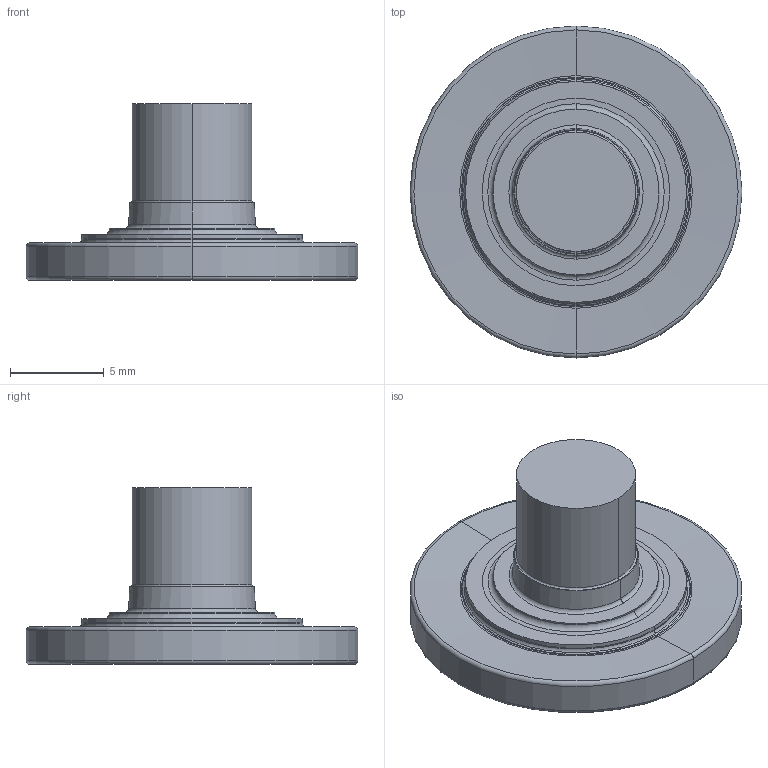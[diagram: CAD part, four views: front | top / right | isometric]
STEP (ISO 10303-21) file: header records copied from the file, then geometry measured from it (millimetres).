
FILE_DESCRIPTION((''),'2;1');
FILE_NAME('16T17720T6RK02','2015-11-23T',('thielmann'),(''),'PRO/ENGINEER BY PARAMETRIC TECHNOLOGY CORPORATION, 2011490','PRO/ENGINEER BY PARAMETRIC TECHNOLOGY CORPORATION, 2011490','');
FILE_SCHEMA(('AUTOMOTIVE_DESIGN { 1 2 10303 214 0 1 1 1 }'));
Length unit declared in the file: millimetre
Products named in the file (3): NOCUT; CUT; 16T17720T6RK02
Assembly tree (2 placements, depth 2):
  16T17720T6RK02
    NOCUT
    CUT
Bounding box: 17.7 x 17.7 x 9.43 mm (x, y, z)
Volume: 753.4 mm3; surface area: 892.4 mm2
Topology: 2 solids, 2 shells, 52 faces, 104 edges, 60 vertices
Faces by surface type: cone 24, torus 12, cylinder 10, plane 6
Entity records: 1920 total; most frequent: DIRECTION 306, CARTESIAN_POINT 234, ORIENTED_EDGE 204, AXIS2_PLACEMENT_3D 135, PRESENTATION_STYLE_ASSIGNMENT 113, STYLED_ITEM 113, CURVE_STYLE 111, EDGE_CURVE 102
